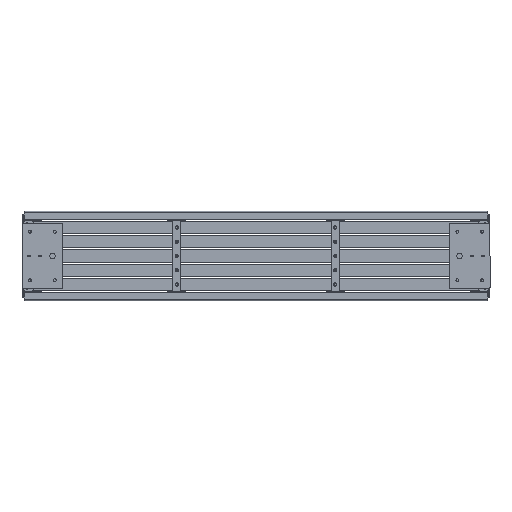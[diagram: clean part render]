
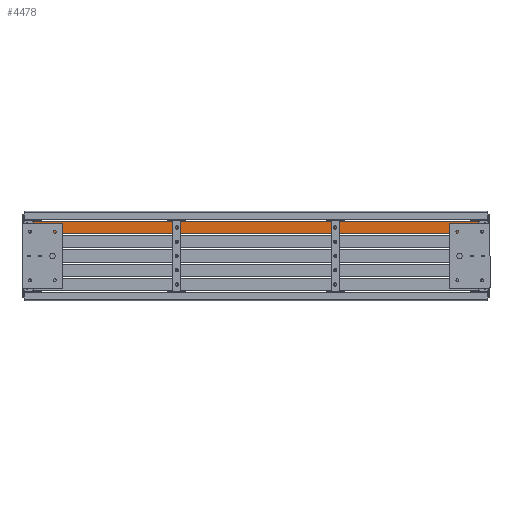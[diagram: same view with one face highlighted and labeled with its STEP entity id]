
A CAD part, front view. The second image highlights one B-rep face of the part: STEP entity #4478.
In plain terms, the highlighted face is planar.
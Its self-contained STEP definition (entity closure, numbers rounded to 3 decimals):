
#343 = DIRECTION ( 'NONE',  ( -1., 0., 0. ) ) ;
#740 = LINE ( 'NONE', #10350, #2811 ) ;
#2655 = CARTESIAN_POINT ( 'NONE',  ( 20., 30., 2280. ) ) ;
#2811 = VECTOR ( 'NONE', #13677, 1000. ) ;
#3497 = EDGE_CURVE ( 'NONE', #7874, #12084, #9684, .T. ) ;
#4478 = ADVANCED_FACE ( 'NONE', ( #16960 ), #5089, .F. ) ;
#4938 = VECTOR ( 'NONE', #20198, 1000. ) ;
#5089 = PLANE ( 'NONE',  #13797 ) ;
#5604 = CARTESIAN_POINT ( 'NONE',  ( 20., -30., 2280. ) ) ;
#5875 = CARTESIAN_POINT ( 'NONE',  ( 20., 30., 2280. ) ) ;
#6185 = ORIENTED_EDGE ( 'NONE', *, *, #3497, .T. ) ;
#6791 = EDGE_CURVE ( 'NONE', #16389, #11540, #13732, .T. ) ;
#7874 = VERTEX_POINT ( 'NONE', #13016 ) ;
#8284 = ORIENTED_EDGE ( 'NONE', *, *, #15627, .F. ) ;
#8967 = EDGE_CURVE ( 'NONE', #16389, #7874, #740, .T. ) ;
#9684 = LINE ( 'NONE', #13345, #10341 ) ;
#10341 = VECTOR ( 'NONE', #11731, 1000. ) ;
#10350 = CARTESIAN_POINT ( 'NONE',  ( 20., -30., 2280. ) ) ;
#10848 = VECTOR ( 'NONE', #12449, 1000. ) ;
#11540 = VERTEX_POINT ( 'NONE', #2655 ) ;
#11681 = CARTESIAN_POINT ( 'NONE',  ( 20., -30., 2280. ) ) ;
#11731 = DIRECTION ( 'NONE',  ( 0., 1., 0. ) ) ;
#12084 = VERTEX_POINT ( 'NONE', #15698 ) ;
#12449 = DIRECTION ( 'NONE',  ( 0., 0., -1. ) ) ;
#13016 = CARTESIAN_POINT ( 'NONE',  ( 20., -30., 0. ) ) ;
#13193 = ORIENTED_EDGE ( 'NONE', *, *, #6791, .F. ) ;
#13345 = CARTESIAN_POINT ( 'NONE',  ( 20., -30., 0. ) ) ;
#13619 = CARTESIAN_POINT ( 'NONE',  ( 20., -30., 2280. ) ) ;
#13677 = DIRECTION ( 'NONE',  ( 0., 0., -1. ) ) ;
#13732 = LINE ( 'NONE', #13619, #4938 ) ;
#13797 = AXIS2_PLACEMENT_3D ( 'NONE', #11681, #343, #18683 ) ;
#15627 = EDGE_CURVE ( 'NONE', #11540, #12084, #20642, .T. ) ;
#15698 = CARTESIAN_POINT ( 'NONE',  ( 20., 30., 0. ) ) ;
#16389 = VERTEX_POINT ( 'NONE', #5604 ) ;
#16408 = EDGE_LOOP ( 'NONE', ( #6185, #8284, #13193, #20956 ) ) ;
#16960 = FACE_OUTER_BOUND ( 'NONE', #16408, .T. ) ;
#18683 = DIRECTION ( 'NONE',  ( 0., 0., 1. ) ) ;
#20198 = DIRECTION ( 'NONE',  ( 0., 1., 0. ) ) ;
#20642 = LINE ( 'NONE', #5875, #10848 ) ;
#20956 = ORIENTED_EDGE ( 'NONE', *, *, #8967, .T. ) ;
